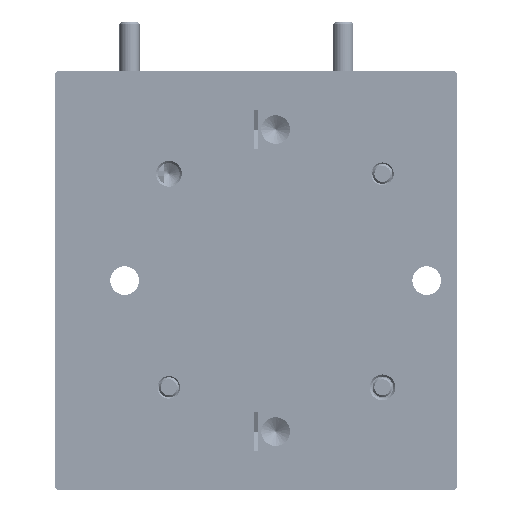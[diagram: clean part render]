
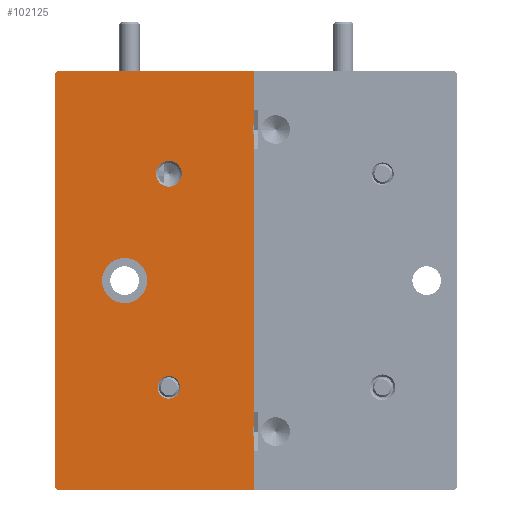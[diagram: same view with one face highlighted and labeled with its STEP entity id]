
A CAD part, left-side view. The second image highlights one B-rep face of the part: STEP entity #102125.
In plain terms, the highlighted planar face has unit normal (-1, 0, 0).
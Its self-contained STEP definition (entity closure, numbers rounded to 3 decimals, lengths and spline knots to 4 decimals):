
#4 = VERTEX_POINT ( 'NONE', #66589 ) ;
#82 = EDGE_CURVE ( 'NONE', #100722, #19665, #20116, .T. ) ;
#631 = CARTESIAN_POINT ( 'NONE',  ( -2.1745, 0.9619, -1.1726 ) ) ;
#3348 = CARTESIAN_POINT ( 'NONE',  ( -2.1745, 0.3419, -1.1826 ) ) ;
#3818 = CARTESIAN_POINT ( 'NONE',  ( -2.1745, 0.3419, -0.0872 ) ) ;
#4346 = VECTOR ( 'NONE', #93733, 39.3701 ) ;
#4403 = VERTEX_POINT ( 'NONE', #52141 ) ;
#4553 = EDGE_LOOP ( 'NONE', ( #31313, #117993 ) ) ;
#6032 = VERTEX_POINT ( 'NONE', #51685 ) ;
#7612 = DIRECTION ( 'NONE',  ( 0., 1., 0. ) ) ;
#9279 = AXIS2_PLACEMENT_3D ( 'NONE', #29794, #10525, #49003 ) ;
#9527 = CARTESIAN_POINT ( 'NONE',  ( -2.1745, 0.2759, -0.0638 ) ) ;
#9931 = DIRECTION ( 'NONE',  ( 0., 0., 1. ) ) ;
#10273 = CARTESIAN_POINT ( 'NONE',  ( -2.1745, 0.7447, -0.5326 ) ) ;
#10525 = DIRECTION ( 'NONE',  ( -1., 0., 0. ) ) ;
#11101 = EDGE_CURVE ( 'NONE', #120733, #92429, #77656, .T. ) ;
#11208 = CIRCLE ( 'NONE', #9279, 0.07 ) ;
#11242 = DIRECTION ( 'NONE',  ( 0., 0., 1. ) ) ;
#12101 = VECTOR ( 'NONE', #110397, 39.3701 ) ;
#12229 = CARTESIAN_POINT ( 'NONE',  ( -2.1745, 0.3419, -0.978 ) ) ;
#13119 = CARTESIAN_POINT ( 'NONE',  ( -2.1745, 0.2759, -1.0013 ) ) ;
#14633 = CARTESIAN_POINT ( 'NONE',  ( -2.1745, 0.9619, 0.1174 ) ) ;
#14972 = CARTESIAN_POINT ( 'NONE',  ( -2.1745, 0.9619, 0.1074 ) ) ;
#15774 = ORIENTED_EDGE ( 'NONE', *, *, #79271, .F. ) ;
#18022 = VERTEX_POINT ( 'NONE', #100647 ) ;
#18107 = AXIS2_PLACEMENT_3D ( 'NONE', #51697, #80805, #71274 ) ;
#19665 = VERTEX_POINT ( 'NONE', #56173 ) ;
#20116 = CIRCLE ( 'NONE', #47478, 0.07 ) ;
#20466 = FACE_BOUND ( 'NONE', #4553, .T. ) ;
#21232 = EDGE_LOOP ( 'NONE', ( #43245, #15774 ) ) ;
#23194 = DIRECTION ( 'NONE',  ( 0., 0., 1. ) ) ;
#24272 = ORIENTED_EDGE ( 'NONE', *, *, #66413, .F. ) ;
#24403 = CARTESIAN_POINT ( 'NONE',  ( -2.1745, 0.9619, -1.1826 ) ) ;
#24673 = VECTOR ( 'NONE', #127240, 39.3701 ) ;
#26299 = CARTESIAN_POINT ( 'NONE',  ( -2.1745, 0.6074, -0.2011 ) ) ;
#26308 = LINE ( 'NONE', #52208, #62161 ) ;
#28018 = DIRECTION ( 'NONE',  ( 0., 0., 1. ) ) ;
#29239 = AXIS2_PLACEMENT_3D ( 'NONE', #46381, #45499, #115885 ) ;
#29794 = CARTESIAN_POINT ( 'NONE',  ( -2.1745, 0.7447, -0.5326 ) ) ;
#31313 = ORIENTED_EDGE ( 'NONE', *, *, #70750, .F. ) ;
#32097 = CIRCLE ( 'NONE', #71205, 0.04 ) ;
#32574 = CARTESIAN_POINT ( 'NONE',  ( -2.1745, 0.7447, -0.4626 ) ) ;
#34126 = DIRECTION ( 'NONE',  ( -1., 0., 0. ) ) ;
#35252 = EDGE_CURVE ( 'NONE', #4403, #4, #48874, .T. ) ;
#35868 = VECTOR ( 'NONE', #94873, 39.3701 ) ;
#37582 = CIRCLE ( 'NONE', #61858, 0.07 ) ;
#37737 = CARTESIAN_POINT ( 'NONE',  ( -2.1745, 0.3419, -0.5326 ) ) ;
#38447 = LINE ( 'NONE', #60946, #96065 ) ;
#38516 = VERTEX_POINT ( 'NONE', #97512 ) ;
#40599 = EDGE_CURVE ( 'NONE', #96233, #90745, #26308, .T. ) ;
#41686 = ORIENTED_EDGE ( 'NONE', *, *, #82, .F. ) ;
#43245 = ORIENTED_EDGE ( 'NONE', *, *, #98680, .F. ) ;
#45499 = DIRECTION ( 'NONE',  ( -1., 0., 0. ) ) ;
#46381 = CARTESIAN_POINT ( 'NONE',  ( -2.1745, 0.6074, -0.864 ) ) ;
#46645 = LINE ( 'NONE', #102854, #4346 ) ;
#47478 = AXIS2_PLACEMENT_3D ( 'NONE', #10273, #101262, #120804 ) ;
#47994 = AXIS2_PLACEMENT_3D ( 'NONE', #13119, #34126, #23194 ) ;
#48874 = CIRCLE ( 'NONE', #126797, 0.035 ) ;
#49003 = DIRECTION ( 'NONE',  ( 0., 0., 1. ) ) ;
#50417 = PLANE ( 'NONE',  #18107 ) ;
#50723 = CARTESIAN_POINT ( 'NONE',  ( -2.1745, 0.6074, -0.864 ) ) ;
#51685 = CARTESIAN_POINT ( 'NONE',  ( -2.1745, 0.6074, -0.1611 ) ) ;
#51697 = CARTESIAN_POINT ( 'NONE',  ( -2.1745, 0.9619, 0.1174 ) ) ;
#52141 = CARTESIAN_POINT ( 'NONE',  ( -2.1745, 0.6424, -0.864 ) ) ;
#52208 = CARTESIAN_POINT ( 'NONE',  ( -2.1745, 0.3419, -0.5326 ) ) ;
#53088 = DIRECTION ( 'NONE',  ( 0., 0., 1. ) ) ;
#56173 = CARTESIAN_POINT ( 'NONE',  ( -2.1745, 0.7447, -0.6026 ) ) ;
#57015 = EDGE_CURVE ( 'NONE', #96233, #116441, #102738, .T. ) ;
#57684 = EDGE_LOOP ( 'NONE', ( #99517, #68365, #78298, #68122, #109448, #67921, #90054, #24272, #127552, #88663 ) ) ;
#57977 = VERTEX_POINT ( 'NONE', #3818 ) ;
#58932 = VECTOR ( 'NONE', #94664, 39.3701 ) ;
#60946 = CARTESIAN_POINT ( 'NONE',  ( -2.1745, 0.9619, 0.1174 ) ) ;
#61858 = AXIS2_PLACEMENT_3D ( 'NONE', #9527, #89241, #101802 ) ;
#62161 = VECTOR ( 'NONE', #53088, 39.3701 ) ;
#65947 = CARTESIAN_POINT ( 'NONE',  ( -2.1745, 0.9619, -1.1726 ) ) ;
#66116 = EDGE_CURVE ( 'NONE', #113170, #90745, #69896, .T. ) ;
#66413 = EDGE_CURVE ( 'NONE', #116441, #69486, #75988, .T. ) ;
#66589 = CARTESIAN_POINT ( 'NONE',  ( -2.1745, 0.5724, -0.864 ) ) ;
#66669 = EDGE_CURVE ( 'NONE', #38516, #18022, #89933, .T. ) ;
#67546 = ORIENTED_EDGE ( 'NONE', *, *, #72946, .F. ) ;
#67651 = EDGE_LOOP ( 'NONE', ( #41686, #67546 ) ) ;
#67921 = ORIENTED_EDGE ( 'NONE', *, *, #66669, .F. ) ;
#68122 = ORIENTED_EDGE ( 'NONE', *, *, #11101, .T. ) ;
#68365 = ORIENTED_EDGE ( 'NONE', *, *, #107468, .T. ) ;
#69486 = VERTEX_POINT ( 'NONE', #65947 ) ;
#69896 = CIRCLE ( 'NONE', #47994, 0.07 ) ;
#70365 = FACE_BOUND ( 'NONE', #67651, .T. ) ;
#70750 = EDGE_CURVE ( 'NONE', #4, #4403, #84801, .T. ) ;
#71144 = DIRECTION ( 'NONE',  ( 0., -1., 0. ) ) ;
#71205 = AXIS2_PLACEMENT_3D ( 'NONE', #26299, #76353, #28018 ) ;
#71274 = DIRECTION ( 'NONE',  ( 0., 0., -1. ) ) ;
#72003 = CIRCLE ( 'NONE', #119119, 0.04 ) ;
#72946 = EDGE_CURVE ( 'NONE', #19665, #100722, #11208, .T. ) ;
#75988 = LINE ( 'NONE', #631, #12101 ) ;
#76353 = DIRECTION ( 'NONE',  ( -1., 0., 0. ) ) ;
#77656 = LINE ( 'NONE', #37737, #24673 ) ;
#78298 = ORIENTED_EDGE ( 'NONE', *, *, #80635, .F. ) ;
#78650 = CARTESIAN_POINT ( 'NONE',  ( -2.1745, 0.6074, -0.2411 ) ) ;
#79271 = EDGE_CURVE ( 'NONE', #79631, #6032, #72003, .T. ) ;
#79631 = VERTEX_POINT ( 'NONE', #78650 ) ;
#79709 = FACE_BOUND ( 'NONE', #21232, .T. ) ;
#80089 = CARTESIAN_POINT ( 'NONE',  ( -2.1745, 0.6074, -0.2011 ) ) ;
#80635 = EDGE_CURVE ( 'NONE', #120733, #57977, #37582, .T. ) ;
#80805 = DIRECTION ( 'NONE',  ( 1., 0., 0. ) ) ;
#82088 = CARTESIAN_POINT ( 'NONE',  ( -2.1745, 0.3419, -1.0247 ) ) ;
#82415 = LINE ( 'NONE', #14633, #90271 ) ;
#84309 = FACE_OUTER_BOUND ( 'NONE', #57684, .T. ) ;
#84801 = CIRCLE ( 'NONE', #29239, 0.035 ) ;
#88663 = ORIENTED_EDGE ( 'NONE', *, *, #40599, .T. ) ;
#89241 = DIRECTION ( 'NONE',  ( -1., 0., 0. ) ) ;
#89933 = LINE ( 'NONE', #14972, #58932 ) ;
#90054 = ORIENTED_EDGE ( 'NONE', *, *, #119965, .F. ) ;
#90078 = DIRECTION ( 'NONE',  ( -1., 0., 0. ) ) ;
#90271 = VECTOR ( 'NONE', #7612, 39.3701 ) ;
#90745 = VERTEX_POINT ( 'NONE', #82088 ) ;
#92429 = VERTEX_POINT ( 'NONE', #125678 ) ;
#93733 = DIRECTION ( 'NONE',  ( 0., 0., 1. ) ) ;
#94664 = DIRECTION ( 'NONE',  ( 0., -0.707, 0.707 ) ) ;
#94873 = DIRECTION ( 'NONE',  ( 0., 1., 0. ) ) ;
#96065 = VECTOR ( 'NONE', #11242, 39.3701 ) ;
#96233 = VERTEX_POINT ( 'NONE', #3348 ) ;
#97512 = CARTESIAN_POINT ( 'NONE',  ( -2.1745, 0.9619, 0.1074 ) ) ;
#98680 = EDGE_CURVE ( 'NONE', #6032, #79631, #32097, .T. ) ;
#99517 = ORIENTED_EDGE ( 'NONE', *, *, #66116, .F. ) ;
#100647 = CARTESIAN_POINT ( 'NONE',  ( -2.1745, 0.9519, 0.1174 ) ) ;
#100722 = VERTEX_POINT ( 'NONE', #32574 ) ;
#101262 = DIRECTION ( 'NONE',  ( -1., 0., 0. ) ) ;
#101802 = DIRECTION ( 'NONE',  ( 0., 0., 1. ) ) ;
#102125 = ADVANCED_FACE ( 'NONE', ( #84309, #20466, #70365, #79709 ), #50417, .F. ) ;
#102738 = LINE ( 'NONE', #24403, #35868 ) ;
#102854 = CARTESIAN_POINT ( 'NONE',  ( -2.1745, 0.3419, -0.5326 ) ) ;
#103986 = CARTESIAN_POINT ( 'NONE',  ( -2.1745, 0.3419, -0.0405 ) ) ;
#104334 = CARTESIAN_POINT ( 'NONE',  ( -2.1745, 0.9519, -1.1826 ) ) ;
#107468 = EDGE_CURVE ( 'NONE', #113170, #57977, #46645, .T. ) ;
#109448 = ORIENTED_EDGE ( 'NONE', *, *, #125352, .T. ) ;
#110397 = DIRECTION ( 'NONE',  ( 0., 0.707, 0.707 ) ) ;
#110689 = DIRECTION ( 'NONE',  ( -1., 0., 0. ) ) ;
#113170 = VERTEX_POINT ( 'NONE', #12229 ) ;
#115885 = DIRECTION ( 'NONE',  ( 0., -1., 0. ) ) ;
#116441 = VERTEX_POINT ( 'NONE', #104334 ) ;
#117993 = ORIENTED_EDGE ( 'NONE', *, *, #35252, .F. ) ;
#119119 = AXIS2_PLACEMENT_3D ( 'NONE', #80089, #90078, #9931 ) ;
#119965 = EDGE_CURVE ( 'NONE', #69486, #38516, #38447, .T. ) ;
#120733 = VERTEX_POINT ( 'NONE', #103986 ) ;
#120804 = DIRECTION ( 'NONE',  ( 0., 0., 1. ) ) ;
#125352 = EDGE_CURVE ( 'NONE', #92429, #18022, #82415, .T. ) ;
#125678 = CARTESIAN_POINT ( 'NONE',  ( -2.1745, 0.3419, 0.1174 ) ) ;
#126797 = AXIS2_PLACEMENT_3D ( 'NONE', #50723, #110689, #71144 ) ;
#127240 = DIRECTION ( 'NONE',  ( 0., 0., 1. ) ) ;
#127552 = ORIENTED_EDGE ( 'NONE', *, *, #57015, .F. ) ;
